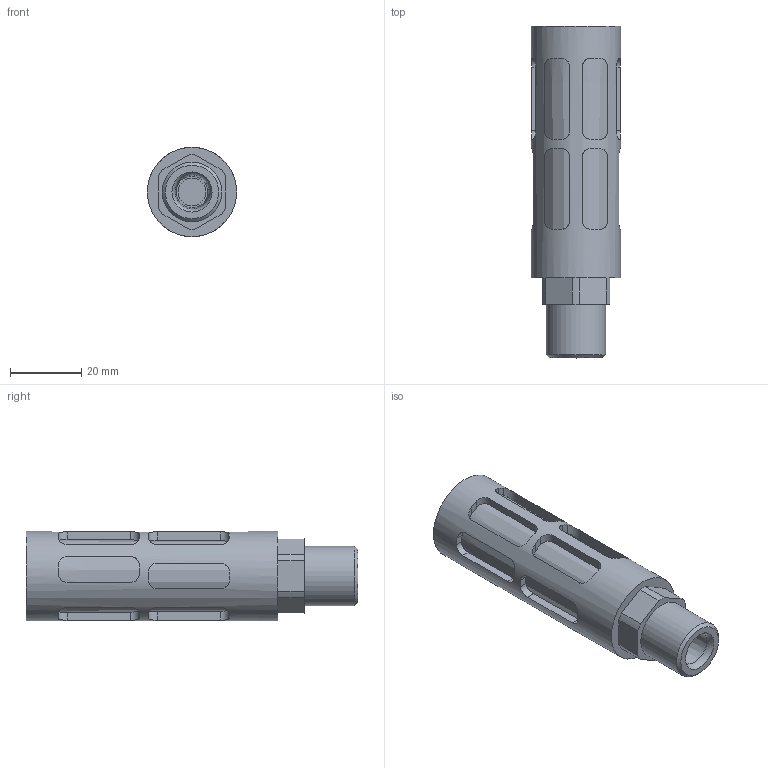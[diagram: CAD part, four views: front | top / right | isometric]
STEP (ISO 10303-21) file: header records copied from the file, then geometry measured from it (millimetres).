
FILE_DESCRIPTION(/* description */ ('STEP AP214'),/* implementation_level */ '2;1');
FILE_NAME(/* name */ '12740_U-3_8-B-NPT',/* time_stamp */ '2024-09-15T16:17:10+02:00',/* author */ ('License CC BY-ND 4.0'),/* organization */ ('CADENAS'),/* preprocessor_version */ 'ST-DEVELOPER v19.3',/* originating_system */ 'PARTsolutions',/* authorisation */ ' ');
FILE_SCHEMA (('AUTOMOTIVE_DESIGN {1 0 10303 214 3 1 1}'));
Length unit declared in the file: millimetre
Products named in the file (1): 12740 U-3/8-B-NPT
Bounding box: 25 x 93 x 25 mm (x, y, z)
Volume: 26063.5 mm3; surface area: 16419.8 mm2
Topology: 1 solids, 1 shells, 136 faces, 380 edges, 250 vertices
Faces by surface type: plane 68, cylinder 57, cone 9, torus 2
Full cylindrical faces by diameter (mm): 7.8 x1, 16.662 x1, 25 x1
Entity records: 5531 total; most frequent: CARTESIAN_POINT 1236, ORIENTED_EDGE 726, DIRECTION 604, EDGE_CURVE 363, VERTEX_POINT 247, AXIS2_PLACEMENT_3D 220, EDGE_LOOP 178, FACE_BOUND 178
